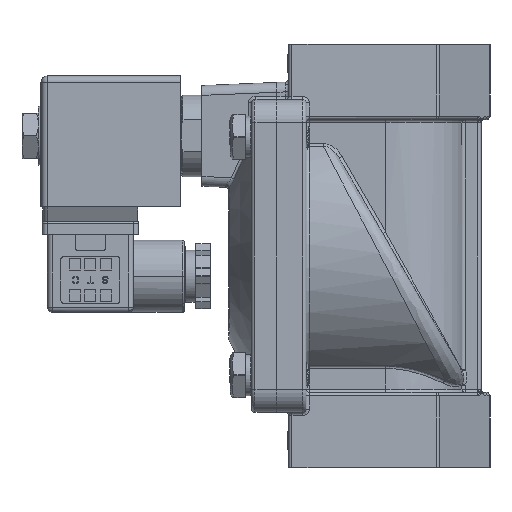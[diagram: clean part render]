
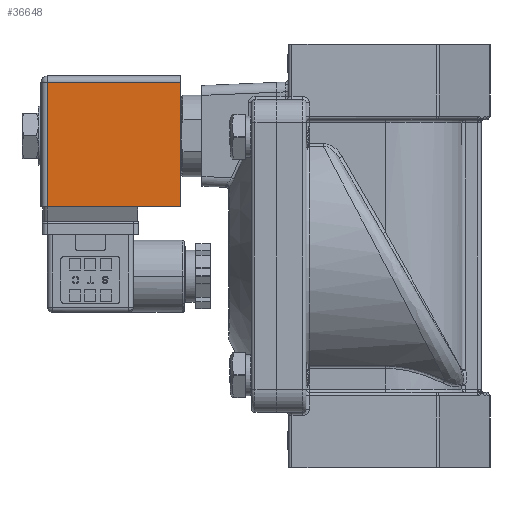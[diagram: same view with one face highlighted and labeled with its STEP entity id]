
A CAD part, left-side view. The second image highlights one B-rep face of the part: STEP entity #36648.
In plain terms, the highlighted planar face has unit normal (-1, 0, 0).
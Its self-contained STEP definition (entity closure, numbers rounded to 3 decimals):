
#6522 = PLANE ( 'NONE',  #127582 ) ;
#7026 = DIRECTION ( 'NONE',  ( 0., -1., 0. ) ) ;
#11672 = VERTEX_POINT ( 'NONE', #63855 ) ;
#29289 = LINE ( 'NONE', #72958, #95633 ) ;
#36648 = ADVANCED_FACE ( 'NONE', ( #92361 ), #6522, .T. ) ;
#40085 = LINE ( 'NONE', #66987, #106379 ) ;
#42879 = CARTESIAN_POINT ( 'NONE',  ( -17.925, 94.7, 15.02 ) ) ;
#45827 = ORIENTED_EDGE ( 'NONE', *, *, #125547, .T. ) ;
#47563 = DIRECTION ( 'NONE',  ( -1., 0., 0. ) ) ;
#54804 = CARTESIAN_POINT ( 'NONE',  ( -17.925, 135.4, 15.02 ) ) ;
#63855 = CARTESIAN_POINT ( 'NONE',  ( -17.925, 135.4, 53.02 ) ) ;
#66987 = CARTESIAN_POINT ( 'NONE',  ( -17.925, 135.4, 15.02 ) ) ;
#72958 = CARTESIAN_POINT ( 'NONE',  ( -17.925, 94.7, 15.02 ) ) ;
#80308 = DIRECTION ( 'NONE',  ( 0., 0., -1. ) ) ;
#84789 = VERTEX_POINT ( 'NONE', #54804 ) ;
#87865 = ORIENTED_EDGE ( 'NONE', *, *, #124076, .T. ) ;
#92361 = FACE_OUTER_BOUND ( 'NONE', #148933, .T. ) ;
#93053 = EDGE_CURVE ( 'NONE', #155287, #11672, #163522, .T. ) ;
#95633 = VECTOR ( 'NONE', #7026, 1000. ) ;
#101678 = EDGE_CURVE ( 'NONE', #121726, #155287, #163994, .T. ) ;
#102110 = ORIENTED_EDGE ( 'NONE', *, *, #93053, .T. ) ;
#106379 = VECTOR ( 'NONE', #80308, 1000. ) ;
#109461 = CARTESIAN_POINT ( 'NONE',  ( -17.925, 94.7, 15.02 ) ) ;
#116852 = DIRECTION ( 'NONE',  ( 0., 1., 0. ) ) ;
#121726 = VERTEX_POINT ( 'NONE', #42879 ) ;
#124076 = EDGE_CURVE ( 'NONE', #11672, #84789, #40085, .T. ) ;
#125547 = EDGE_CURVE ( 'NONE', #84789, #121726, #29289, .T. ) ;
#126940 = CARTESIAN_POINT ( 'NONE',  ( -17.925, 94.7, 15.02 ) ) ;
#127582 = AXIS2_PLACEMENT_3D ( 'NONE', #126940, #47563, #140110 ) ;
#128314 = VECTOR ( 'NONE', #116852, 1000. ) ;
#128788 = VECTOR ( 'NONE', #136550, 1000. ) ;
#132594 = CARTESIAN_POINT ( 'NONE',  ( -17.925, 94.7, 53.02 ) ) ;
#136550 = DIRECTION ( 'NONE',  ( 0., 0., 1. ) ) ;
#140110 = DIRECTION ( 'NONE',  ( 0., 0., 1. ) ) ;
#143989 = CARTESIAN_POINT ( 'NONE',  ( -17.925, 94.7, 53.02 ) ) ;
#148933 = EDGE_LOOP ( 'NONE', ( #45827, #149501, #102110, #87865 ) ) ;
#149501 = ORIENTED_EDGE ( 'NONE', *, *, #101678, .T. ) ;
#155287 = VERTEX_POINT ( 'NONE', #132594 ) ;
#163522 = LINE ( 'NONE', #143989, #128314 ) ;
#163994 = LINE ( 'NONE', #109461, #128788 ) ;
